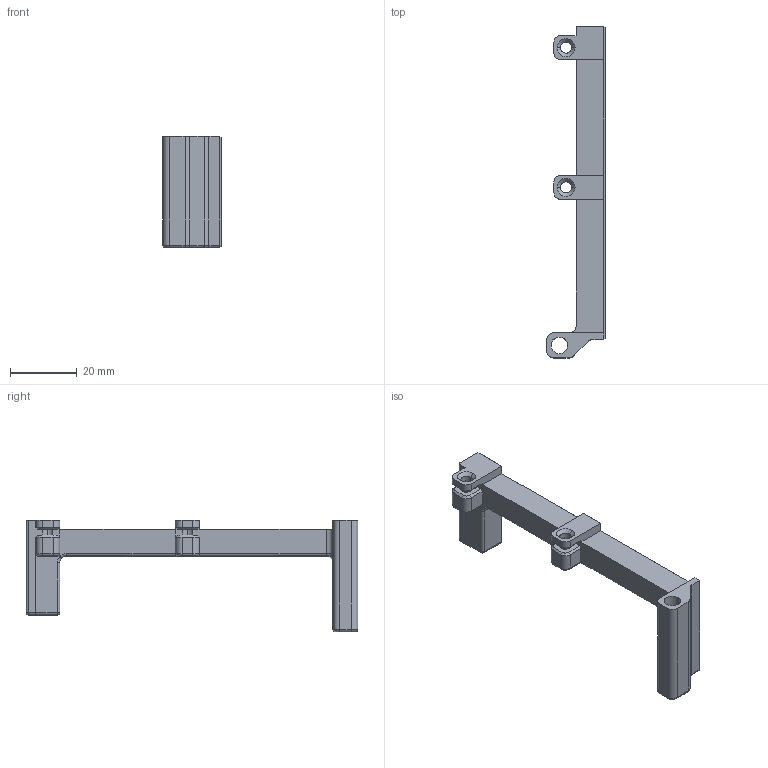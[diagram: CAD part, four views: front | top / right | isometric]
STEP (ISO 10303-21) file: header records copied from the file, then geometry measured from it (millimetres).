
FILE_DESCRIPTION (( 'STEP AP214' ), '1' );
FILE_NAME ('PSU clip-R^psu_octopus_spider_and_pi_mount.STEP', '2021-09-04T11:46:56', ( '' ), ( '' ), 'SwSTEP 2.0', 'SolidWorks 2021', '' );
FILE_SCHEMA (( 'AUTOMOTIVE_DESIGN' ));
Length unit declared in the file: millimetre
Products named in the file (1): PSU clip-R^psu_octopus_spider_and_pi_mount
Bounding box: 17.5 x 99.75 x 33.5 mm (x, y, z)
Volume: 11158.2 mm3; surface area: 6723 mm2
Topology: 1 solids, 1 shells, 149 faces, 373 edges, 223 vertices
Faces by surface type: plane 72, cylinder 46, cone 18, torus 10, sphere 2, bspline 1
Entity records: 4442 total; most frequent: CARTESIAN_POINT 800, DIRECTION 780, ORIENTED_EDGE 742, EDGE_CURVE 371, AXIS2_PLACEMENT_3D 269, LINE 242, VECTOR 242, VERTEX_POINT 223
